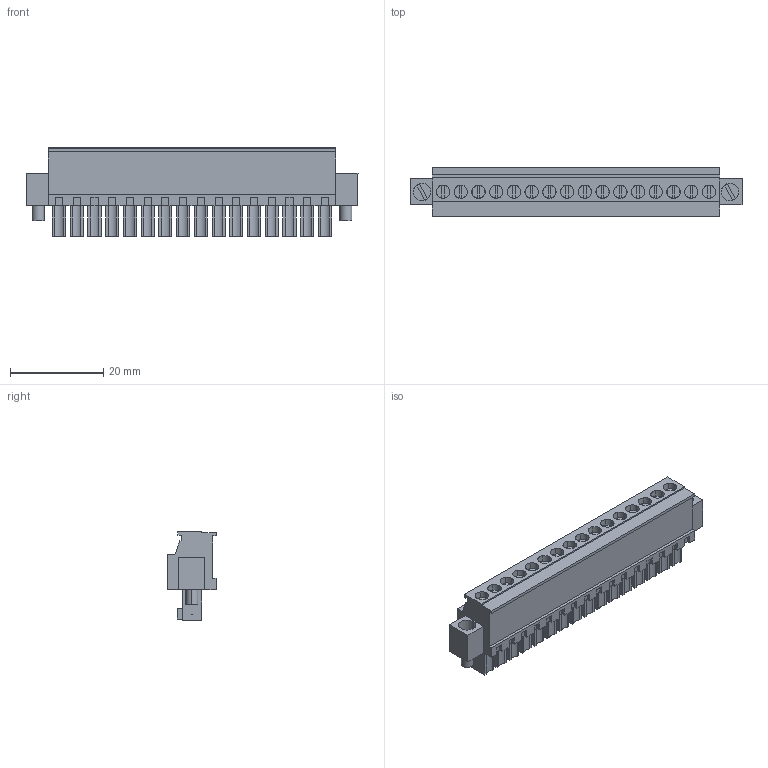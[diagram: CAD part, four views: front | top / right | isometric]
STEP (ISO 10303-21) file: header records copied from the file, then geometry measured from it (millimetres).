
FILE_DESCRIPTION(('CATIA V5 STEP Exchange','CAx-IF Rec.Pracs.--- Model Styling and Organization---1.2---2011-12-15'),'2;1');
FILE_NAME ('D1459666_0_1940120000_1940120000.stp','2017-04-11T10:05:47+00:00',('none'),('Weidmueller'),'CATIA Version 5-6 Release 2014','CATIA V5 STEP AP214','none');
FILE_SCHEMA(('AUTOMOTIVE_DESIGN { 1 0 10303 214 1 1 1 1 }'));
Length unit declared in the file: millimetre
Products named in the file (1): 1940120000
Bounding box: 71.35 x 10.45 x 19.1 mm (x, y, z)
Volume: 7832.7 mm3; surface area: 6527.3 mm2
Topology: 19 solids, 19 shells, 704 faces, 1770 edges, 1190 vertices
Faces by surface type: plane 556, cylinder 148
Entity records: 19540 total; most frequent: CARTESIAN_POINT 3803, ORIENTED_EDGE 3540, DIRECTION 2543, EDGE_CURVE 1770, VECTOR 1402, LINE 1402, VERTEX_POINT 1190, EDGE_LOOP 794
